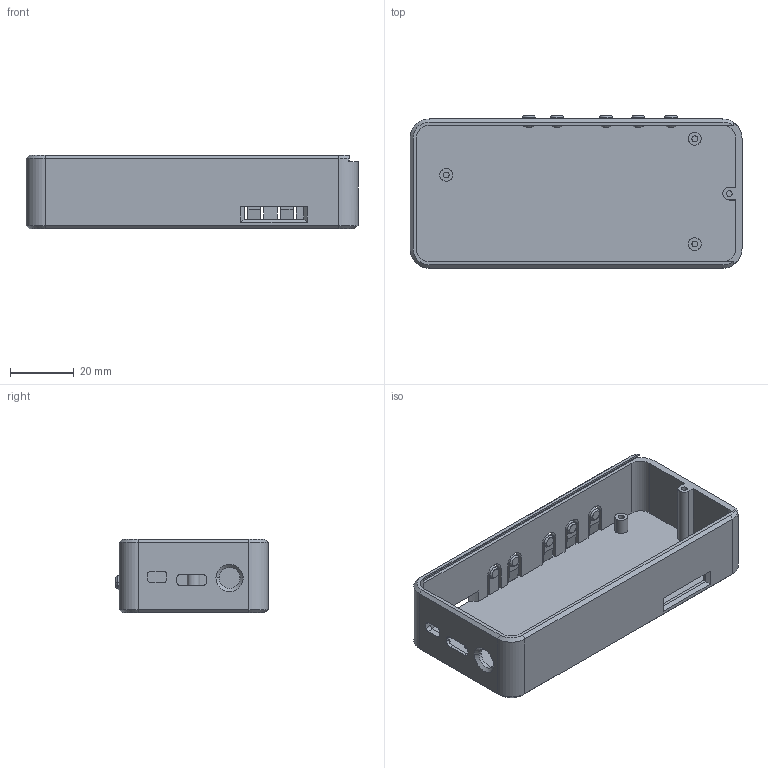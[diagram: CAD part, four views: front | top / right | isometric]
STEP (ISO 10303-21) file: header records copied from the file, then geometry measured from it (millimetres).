
FILE_DESCRIPTION((''),'2;1');
FILE_NAME('SPEAKER-SHELL2','2025-10-27T',('Katasa'),(''),'PRO/ENGINEER BY PARAMETRIC TECHNOLOGY CORPORATION, 2014310','PRO/ENGINEER BY PARAMETRIC TECHNOLOGY CORPORATION, 2014310','');
FILE_SCHEMA(('CONFIG_CONTROL_DESIGN'));
Length unit declared in the file: millimetre
Products named in the file (1): SPEAKER-SHELL2
Bounding box: 103.79 x 47.63 x 23 mm (x, y, z)
Volume: 20680.1 mm3; surface area: 22559.6 mm2
Topology: 1 solids, 1 shells, 186 faces, 477 edges, 294 vertices
Faces by surface type: plane 102, cylinder 45, cone 29, torus 10
Entity records: 5692 total; most frequent: CARTESIAN_POINT 1023, DIRECTION 986, ORIENTED_EDGE 954, EDGE_CURVE 477, AXIS2_PLACEMENT_3D 337, VECTOR 312, LINE 312, VERTEX_POINT 294
